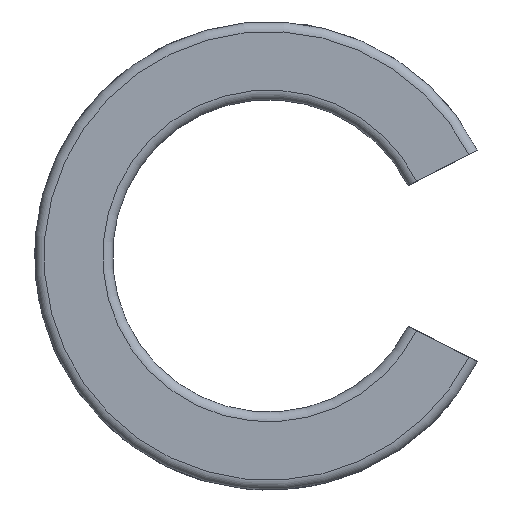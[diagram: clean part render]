
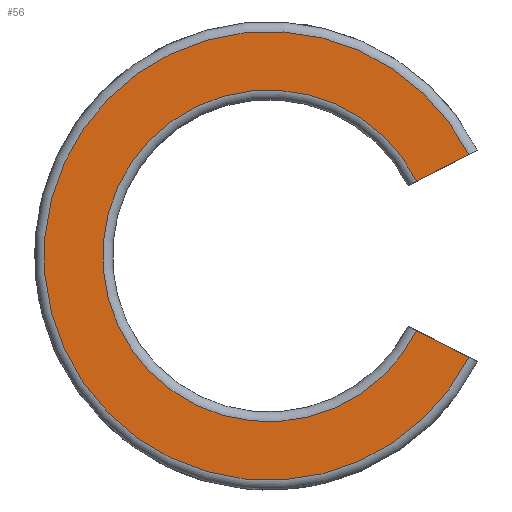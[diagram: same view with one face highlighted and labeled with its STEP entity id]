
A CAD part, left-side view. The second image highlights one B-rep face of the part: STEP entity #56.
In plain terms, the highlighted planar face has unit normal (-1, 0, 0).
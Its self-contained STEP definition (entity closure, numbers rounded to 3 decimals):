
#56 = ADVANCED_FACE( '', ( #120 ), #121, .T. );
#120 = FACE_OUTER_BOUND( '', #189, .T. );
#121 = PLANE( '', #190 );
#189 = EDGE_LOOP( '', ( #310, #311, #312, #313 ) );
#190 = AXIS2_PLACEMENT_3D( '', #314, #315, #316 );
#310 = ORIENTED_EDGE( '', *, *, #467, .F. );
#311 = ORIENTED_EDGE( '', *, *, #468, .T. );
#312 = ORIENTED_EDGE( '', *, *, #469, .T. );
#313 = ORIENTED_EDGE( '', *, *, #470, .T. );
#314 = CARTESIAN_POINT( '', ( 0., 35.938, 0. ) );
#315 = DIRECTION( '', ( -1., 0., 0. ) );
#316 = DIRECTION( '', ( 0., 0., 1. ) );
#467 = EDGE_CURVE( '', #553, #554, #555, .T. );
#468 = EDGE_CURVE( '', #553, #556, #557, .T. );
#469 = EDGE_CURVE( '', #556, #558, #559, .T. );
#470 = EDGE_CURVE( '', #558, #554, #560, .T. );
#553 = VERTEX_POINT( '', #738 );
#554 = VERTEX_POINT( '', #739 );
#555 = CIRCLE( '', #740, 35.938 );
#556 = VERTEX_POINT( '', #741 );
#557 = LINE( '', #742, #743 );
#558 = VERTEX_POINT( '', #744 );
#559 = CIRCLE( '', #745, 26.563 );
#560 = LINE( '', #746, #747 );
#738 = CARTESIAN_POINT( '', ( 0., -32.071, -16.216 ) );
#739 = CARTESIAN_POINT( '', ( 0., -32.071, 16.216 ) );
#740 = AXIS2_PLACEMENT_3D( '', #932, #933, #934 );
#741 = CARTESIAN_POINT( '', ( 0., -23.718, -11.959 ) );
#742 = CARTESIAN_POINT( '', ( 0., -33.909, -17.152 ) );
#743 = VECTOR( '', #935, 1000. );
#744 = CARTESIAN_POINT( '', ( 0., -23.718, 11.959 ) );
#745 = AXIS2_PLACEMENT_3D( '', #936, #937, #938 );
#746 = CARTESIAN_POINT( '', ( 0., -0.246, 0. ) );
#747 = VECTOR( '', #939, 1000. );
#932 = CARTESIAN_POINT( '', ( 0., 0., 0. ) );
#933 = DIRECTION( '', ( 1., 0., 0. ) );
#934 = DIRECTION( '', ( 0., 0., -1. ) );
#935 = DIRECTION( '', ( 0., 0.891, 0.454 ) );
#936 = CARTESIAN_POINT( '', ( 0., 0., 0. ) );
#937 = DIRECTION( '', ( 1., 0., 0. ) );
#938 = DIRECTION( '', ( 0., 0., -1. ) );
#939 = DIRECTION( '', ( 0., -0.891, 0.454 ) );
